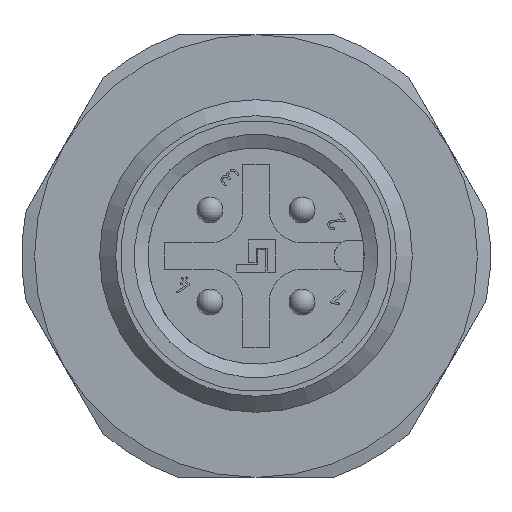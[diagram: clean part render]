
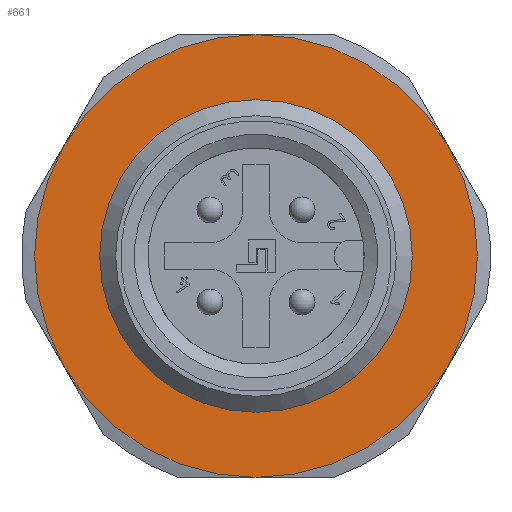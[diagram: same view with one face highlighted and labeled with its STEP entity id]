
A CAD part, left-side view. The second image highlights one B-rep face of the part: STEP entity #661.
In plain terms, the highlighted planar face has unit normal (-1, 0, 0).
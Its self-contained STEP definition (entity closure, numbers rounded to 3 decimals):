
#661=ADVANCED_FACE('',(#884,#885),#808,.F.);
#808=PLANE('',#2525);
#884=FACE_BOUND('',#973,.T.);
#885=FACE_BOUND('',#974,.T.);
#973=EDGE_LOOP('',(#1203));
#974=EDGE_LOOP('',(#1204,#1205,#1206,#1207,#1208,#1209));
#1203=ORIENTED_EDGE('',*,*,#2095,.T.);
#1204=ORIENTED_EDGE('',*,*,#2096,.T.);
#1205=ORIENTED_EDGE('',*,*,#2097,.T.);
#1206=ORIENTED_EDGE('',*,*,#2098,.T.);
#1207=ORIENTED_EDGE('',*,*,#2099,.T.);
#1208=ORIENTED_EDGE('',*,*,#2100,.T.);
#1209=ORIENTED_EDGE('',*,*,#2101,.T.);
#1867=VERTEX_POINT('',#3454);
#1868=VERTEX_POINT('',#3456);
#1869=VERTEX_POINT('',#3457);
#1870=VERTEX_POINT('',#3459);
#1871=VERTEX_POINT('',#3461);
#1872=VERTEX_POINT('',#3463);
#1873=VERTEX_POINT('',#3465);
#2095=EDGE_CURVE('',#1867,#1867,#2409,.T.);
#2096=EDGE_CURVE('',#1868,#1869,#2410,.T.);
#2097=EDGE_CURVE('',#1869,#1870,#2411,.T.);
#2098=EDGE_CURVE('',#1870,#1871,#2412,.T.);
#2099=EDGE_CURVE('',#1871,#1872,#2413,.T.);
#2100=EDGE_CURVE('',#1872,#1873,#2414,.T.);
#2101=EDGE_CURVE('',#1873,#1868,#2415,.T.);
#2409=CIRCLE('',#2518,5.55);
#2410=CIRCLE('',#2519,8.5);
#2411=CIRCLE('',#2520,8.5);
#2412=CIRCLE('',#2521,8.5);
#2413=CIRCLE('',#2522,8.5);
#2414=CIRCLE('',#2523,8.5);
#2415=CIRCLE('',#2524,8.5);
#2518=AXIS2_PLACEMENT_3D('',#3453,#2810,#2811);
#2519=AXIS2_PLACEMENT_3D('',#3455,#2812,#2813);
#2520=AXIS2_PLACEMENT_3D('',#3458,#2814,#2815);
#2521=AXIS2_PLACEMENT_3D('',#3460,#2816,#2817);
#2522=AXIS2_PLACEMENT_3D('',#3462,#2818,#2819);
#2523=AXIS2_PLACEMENT_3D('',#3464,#2820,#2821);
#2524=AXIS2_PLACEMENT_3D('',#3466,#2822,#2823);
#2525=AXIS2_PLACEMENT_3D('',#3467,#2824,#2825);
#2810=DIRECTION('',(1.,0.,0.));
#2811=DIRECTION('',(0.,0.,-1.));
#2812=DIRECTION('',(-1.,0.,0.));
#2813=DIRECTION('',(0.,0.,-1.));
#2814=DIRECTION('',(-1.,0.,0.));
#2815=DIRECTION('',(0.,0.,-1.));
#2816=DIRECTION('',(-1.,0.,0.));
#2817=DIRECTION('',(0.,0.,-1.));
#2818=DIRECTION('',(-1.,0.,0.));
#2819=DIRECTION('',(0.,0.,-1.));
#2820=DIRECTION('',(-1.,0.,0.));
#2821=DIRECTION('',(0.,0.,-1.));
#2822=DIRECTION('',(-1.,0.,0.));
#2823=DIRECTION('',(0.,0.,-1.));
#2824=DIRECTION('',(1.,0.,0.));
#2825=DIRECTION('',(0.,0.,-1.));
#3453=CARTESIAN_POINT('',(10.,0.,0.));
#3454=CARTESIAN_POINT('',(10.,0.,-5.55));
#3455=CARTESIAN_POINT('',(10.,0.,0.));
#3456=CARTESIAN_POINT('',(10.,0.,-8.5));
#3457=CARTESIAN_POINT('',(10.,-7.361,-4.25));
#3458=CARTESIAN_POINT('',(10.,0.,0.));
#3459=CARTESIAN_POINT('',(10.,-7.361,4.25));
#3460=CARTESIAN_POINT('',(10.,0.,0.));
#3461=CARTESIAN_POINT('',(10.,0.,8.5));
#3462=CARTESIAN_POINT('',(10.,0.,0.));
#3463=CARTESIAN_POINT('',(10.,7.361,4.25));
#3464=CARTESIAN_POINT('',(10.,0.,0.));
#3465=CARTESIAN_POINT('',(10.,7.361,-4.25));
#3466=CARTESIAN_POINT('',(10.,0.,0.));
#3467=CARTESIAN_POINT('',(10.,0.,0.));
